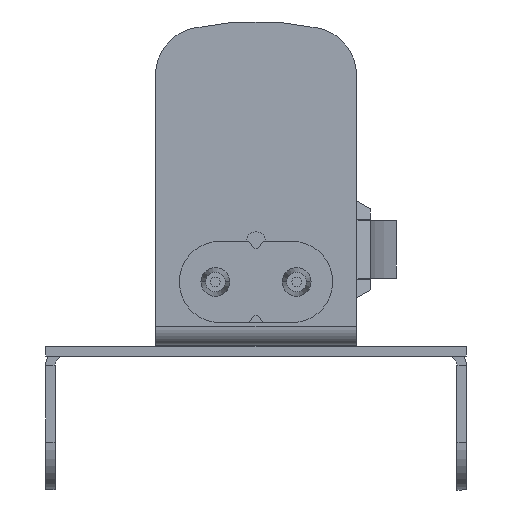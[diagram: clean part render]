
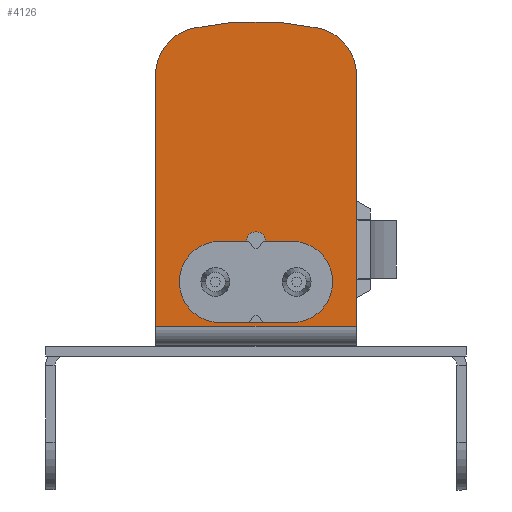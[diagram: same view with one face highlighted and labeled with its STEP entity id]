
A CAD part, left-side view. The second image highlights one B-rep face of the part: STEP entity #4126.
In plain terms, the highlighted planar face has unit normal (-1, 0, 0).
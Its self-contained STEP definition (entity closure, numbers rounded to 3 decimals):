
#91 = EDGE_CURVE ( 'NONE', #2367, #4954, #3626, .T. ) ;
#110 = DIRECTION ( 'NONE',  ( 0., 1., 0. ) ) ;
#156 = VERTEX_POINT ( 'NONE', #3649 ) ;
#162 = LINE ( 'NONE', #210, #485 ) ;
#205 = CARTESIAN_POINT ( 'NONE',  ( -156., 11., -3.75 ) ) ;
#210 = CARTESIAN_POINT ( 'NONE',  ( -156., 0., -10.5 ) ) ;
#247 = VERTEX_POINT ( 'NONE', #1221 ) ;
#270 = DIRECTION ( 'NONE',  ( -1., 0., 0. ) ) ;
#294 = ORIENTED_EDGE ( 'NONE', *, *, #972, .F. ) ;
#303 = CARTESIAN_POINT ( 'NONE',  ( -156., 28.387, 5.5 ) ) ;
#327 = DIRECTION ( 'NONE',  ( -1., 0., 0. ) ) ;
#331 = CARTESIAN_POINT ( 'NONE',  ( -156., 6.75, 3.75 ) ) ;
#420 = CARTESIAN_POINT ( 'NONE',  ( -156., 33.265, -6.6 ) ) ;
#463 = LINE ( 'NONE', #2555, #2517 ) ;
#485 = VECTOR ( 'NONE', #110, 1000. ) ;
#496 = AXIS2_PLACEMENT_3D ( 'NONE', #1564, #856, #1589 ) ;
#517 = VECTOR ( 'NONE', #4816, 1000. ) ;
#599 = VERTEX_POINT ( 'NONE', #1082 ) ;
#697 = DIRECTION ( 'NONE',  ( 1., 0., 0. ) ) ;
#709 = CARTESIAN_POINT ( 'NONE',  ( -156., 2.5, -3.75 ) ) ;
#742 = FACE_BOUND ( 'NONE', #2516, .T. ) ;
#777 = DIRECTION ( 'NONE',  ( 0., 0., 1. ) ) ;
#800 = CARTESIAN_POINT ( 'NONE',  ( -156., 11., 1. ) ) ;
#816 = VERTEX_POINT ( 'NONE', #800 ) ;
#856 = DIRECTION ( 'NONE',  ( -1., 0., 0. ) ) ;
#943 = DIRECTION ( 'NONE',  ( 0., 0., -1. ) ) ;
#972 = EDGE_CURVE ( 'NONE', #2424, #156, #162, .T. ) ;
#1053 = DIRECTION ( 'NONE',  ( 0., 0., 1. ) ) ;
#1059 = DIRECTION ( 'NONE',  ( 0., 0., 1. ) ) ;
#1069 = EDGE_CURVE ( 'NONE', #2367, #2844, #3631, .T. ) ;
#1071 = CIRCLE ( 'NONE', #4842, 5. ) ;
#1082 = CARTESIAN_POINT ( 'NONE',  ( -156., 11., -1. ) ) ;
#1093 = CARTESIAN_POINT ( 'NONE',  ( -156., 2.1, -10.5 ) ) ;
#1095 = VERTEX_POINT ( 'NONE', #709 ) ;
#1110 = DIRECTION ( 'NONE',  ( 0., 0., -1. ) ) ;
#1183 = PLANE ( 'NONE',  #2352 ) ;
#1221 = CARTESIAN_POINT ( 'NONE',  ( -156., 11., 3.75 ) ) ;
#1248 = LINE ( 'NONE', #1621, #3052 ) ;
#1419 = CIRCLE ( 'NONE', #4574, 4.25 ) ;
#1461 = DIRECTION ( 'NONE',  ( -1., 0., 0. ) ) ;
#1564 = CARTESIAN_POINT ( 'NONE',  ( -156., 6.75, -3.75 ) ) ;
#1589 = DIRECTION ( 'NONE',  ( 0., 0., 1. ) ) ;
#1621 = CARTESIAN_POINT ( 'NONE',  ( -156., 2.1, 10.5 ) ) ;
#1625 = ORIENTED_EDGE ( 'NONE', *, *, #4518, .T. ) ;
#1727 = DIRECTION ( 'NONE',  ( 0., 0., -1. ) ) ;
#1823 = LINE ( 'NONE', #205, #5066 ) ;
#1836 = CARTESIAN_POINT ( 'NONE',  ( -156., 2.5, 3.75 ) ) ;
#1874 = CARTESIAN_POINT ( 'NONE',  ( -156., 33.265, 6.6 ) ) ;
#1901 = EDGE_CURVE ( 'NONE', #816, #599, #3297, .T. ) ;
#2002 = DIRECTION ( 'NONE',  ( -1., 0., 0. ) ) ;
#2094 = VERTEX_POINT ( 'NONE', #3812 ) ;
#2110 = CARTESIAN_POINT ( 'NONE',  ( -156., 2.1, 10.5 ) ) ;
#2131 = EDGE_CURVE ( 'NONE', #1095, #2906, #2331, .T. ) ;
#2251 = DIRECTION ( 'NONE',  ( -1., 0., 0. ) ) ;
#2278 = CARTESIAN_POINT ( 'NONE',  ( -156., 2.5, -3.75 ) ) ;
#2305 = CARTESIAN_POINT ( 'NONE',  ( -156., 0., 10.5 ) ) ;
#2331 = LINE ( 'NONE', #2278, #2342 ) ;
#2338 = EDGE_CURVE ( 'NONE', #247, #816, #1823, .T. ) ;
#2342 = VECTOR ( 'NONE', #1053, 1000. ) ;
#2352 = AXIS2_PLACEMENT_3D ( 'NONE', #3585, #327, #4527 ) ;
#2367 = VERTEX_POINT ( 'NONE', #1874 ) ;
#2424 = VERTEX_POINT ( 'NONE', #1093 ) ;
#2500 = AXIS2_PLACEMENT_3D ( 'NONE', #303, #697, #1110 ) ;
#2516 = EDGE_LOOP ( 'NONE', ( #3936, #5186, #3425, #3933, #5097, #4376, #4775 ) ) ;
#2517 = VECTOR ( 'NONE', #1727, 1000. ) ;
#2555 = CARTESIAN_POINT ( 'NONE',  ( -156., 11., -3.75 ) ) ;
#2645 = ORIENTED_EDGE ( 'NONE', *, *, #1069, .T. ) ;
#2739 = EDGE_LOOP ( 'NONE', ( #294, #4589, #1625, #4600, #2645, #3416 ) ) ;
#2835 = CARTESIAN_POINT ( 'NONE',  ( -156., 28.387, 10.5 ) ) ;
#2844 = VERTEX_POINT ( 'NONE', #420 ) ;
#2855 = AXIS2_PLACEMENT_3D ( 'NONE', #3167, #270, #4938 ) ;
#2906 = VERTEX_POINT ( 'NONE', #1836 ) ;
#3052 = VECTOR ( 'NONE', #3735, 1000. ) ;
#3068 = LINE ( 'NONE', #2305, #517 ) ;
#3167 = CARTESIAN_POINT ( 'NONE',  ( -156., 4., 0. ) ) ;
#3178 = EDGE_CURVE ( 'NONE', #2094, #1095, #5165, .T. ) ;
#3230 = VERTEX_POINT ( 'NONE', #2110 ) ;
#3297 = CIRCLE ( 'NONE', #4707, 1. ) ;
#3298 = CARTESIAN_POINT ( 'NONE',  ( -156., 6.75, 8. ) ) ;
#3328 = DIRECTION ( 'NONE',  ( -1., 0., 0. ) ) ;
#3340 = EDGE_CURVE ( 'NONE', #599, #2094, #463, .T. ) ;
#3416 = ORIENTED_EDGE ( 'NONE', *, *, #5223, .T. ) ;
#3425 = ORIENTED_EDGE ( 'NONE', *, *, #4687, .F. ) ;
#3585 = CARTESIAN_POINT ( 'NONE',  ( -156., 0., 0. ) ) ;
#3626 = CIRCLE ( 'NONE', #2500, 5. ) ;
#3631 = CIRCLE ( 'NONE', #2855, 30. ) ;
#3649 = CARTESIAN_POINT ( 'NONE',  ( -156., 28.387, -10.5 ) ) ;
#3735 = DIRECTION ( 'NONE',  ( 0., 0., 1. ) ) ;
#3812 = CARTESIAN_POINT ( 'NONE',  ( -156., 11., -3.75 ) ) ;
#3933 = ORIENTED_EDGE ( 'NONE', *, *, #5096, .F. ) ;
#3936 = ORIENTED_EDGE ( 'NONE', *, *, #1901, .F. ) ;
#3999 = FACE_OUTER_BOUND ( 'NONE', #2739, .T. ) ;
#4033 = VERTEX_POINT ( 'NONE', #3298 ) ;
#4126 = ADVANCED_FACE ( 'NONE', ( #742, #3999 ), #1183, .T. ) ;
#4268 = DIRECTION ( 'NONE',  ( 0., 0., -1. ) ) ;
#4278 = CIRCLE ( 'NONE', #4908, 4.25 ) ;
#4376 = ORIENTED_EDGE ( 'NONE', *, *, #3178, .F. ) ;
#4518 = EDGE_CURVE ( 'NONE', #3230, #4954, #3068, .T. ) ;
#4527 = DIRECTION ( 'NONE',  ( 0., 0., 1. ) ) ;
#4574 = AXIS2_PLACEMENT_3D ( 'NONE', #5010, #3328, #5057 ) ;
#4589 = ORIENTED_EDGE ( 'NONE', *, *, #4972, .T. ) ;
#4600 = ORIENTED_EDGE ( 'NONE', *, *, #91, .F. ) ;
#4648 = CARTESIAN_POINT ( 'NONE',  ( -156., 28.387, -5.5 ) ) ;
#4687 = EDGE_CURVE ( 'NONE', #4033, #247, #4278, .T. ) ;
#4707 = AXIS2_PLACEMENT_3D ( 'NONE', #5201, #1461, #1059 ) ;
#4775 = ORIENTED_EDGE ( 'NONE', *, *, #3340, .F. ) ;
#4816 = DIRECTION ( 'NONE',  ( 0., 1., 0. ) ) ;
#4842 = AXIS2_PLACEMENT_3D ( 'NONE', #4648, #2251, #943 ) ;
#4908 = AXIS2_PLACEMENT_3D ( 'NONE', #331, #2002, #777 ) ;
#4938 = DIRECTION ( 'NONE',  ( 0., 0., -1. ) ) ;
#4954 = VERTEX_POINT ( 'NONE', #2835 ) ;
#4972 = EDGE_CURVE ( 'NONE', #2424, #3230, #1248, .T. ) ;
#5010 = CARTESIAN_POINT ( 'NONE',  ( -156., 6.75, 3.75 ) ) ;
#5057 = DIRECTION ( 'NONE',  ( 0., 0., 1. ) ) ;
#5066 = VECTOR ( 'NONE', #4268, 1000. ) ;
#5096 = EDGE_CURVE ( 'NONE', #2906, #4033, #1419, .T. ) ;
#5097 = ORIENTED_EDGE ( 'NONE', *, *, #2131, .F. ) ;
#5165 = CIRCLE ( 'NONE', #496, 4.25 ) ;
#5186 = ORIENTED_EDGE ( 'NONE', *, *, #2338, .F. ) ;
#5201 = CARTESIAN_POINT ( 'NONE',  ( -156., 11., 0. ) ) ;
#5223 = EDGE_CURVE ( 'NONE', #2844, #156, #1071, .T. ) ;
